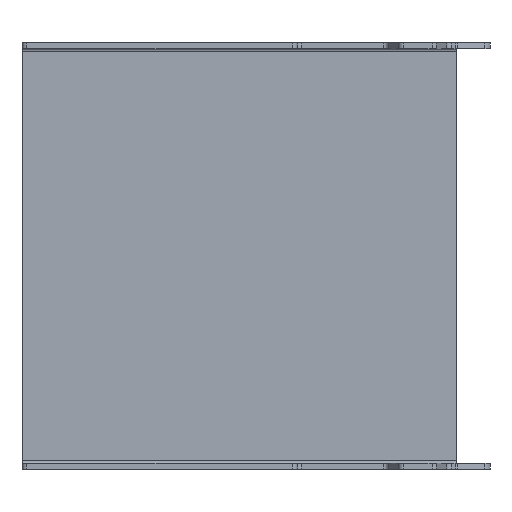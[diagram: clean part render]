
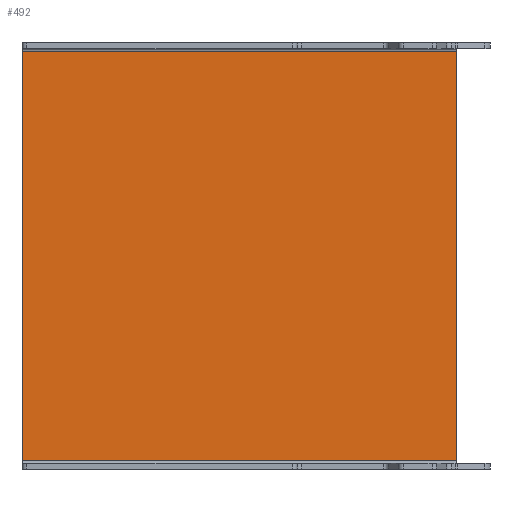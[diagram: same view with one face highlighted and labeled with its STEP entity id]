
A CAD part, front view. The second image highlights one B-rep face of the part: STEP entity #492.
In plain terms, the highlighted planar face has unit normal (0, -1, 0).
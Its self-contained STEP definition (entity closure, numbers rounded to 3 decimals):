
#27 = VERTEX_POINT ( 'NONE', #10946 ) ;
#59 = FACE_OUTER_BOUND ( 'NONE', #9327, .T. ) ;
#95 = VECTOR ( 'NONE', #2943, 1000. ) ;
#492 = ADVANCED_FACE ( 'NONE', ( #59 ), #8681, .F. ) ;
#543 = CARTESIAN_POINT ( 'NONE',  ( 450., -6., 212. ) ) ;
#709 = DIRECTION ( 'NONE',  ( 0., 0., 1. ) ) ;
#721 = ORIENTED_EDGE ( 'NONE', *, *, #8759, .F. ) ;
#2035 = VECTOR ( 'NONE', #8464, 1000. ) ;
#2100 = LINE ( 'NONE', #11094, #2035 ) ;
#2339 = CARTESIAN_POINT ( 'NONE',  ( 0., -6., -212. ) ) ;
#2607 = EDGE_CURVE ( 'NONE', #3352, #11200, #8514, .T. ) ;
#2700 = CARTESIAN_POINT ( 'NONE',  ( 450., -6., 212. ) ) ;
#2823 = ORIENTED_EDGE ( 'NONE', *, *, #2607, .F. ) ;
#2943 = DIRECTION ( 'NONE',  ( 0., 0., -1. ) ) ;
#3249 = VECTOR ( 'NONE', #8656, 1000. ) ;
#3352 = VERTEX_POINT ( 'NONE', #5874 ) ;
#3648 = EDGE_CURVE ( 'NONE', #27, #11200, #2100, .T. ) ;
#3741 = VERTEX_POINT ( 'NONE', #543 ) ;
#4242 = AXIS2_PLACEMENT_3D ( 'NONE', #6244, #9769, #709 ) ;
#4813 = CARTESIAN_POINT ( 'NONE',  ( 0., -6., -212. ) ) ;
#5874 = CARTESIAN_POINT ( 'NONE',  ( 450., -6., -212. ) ) ;
#6244 = CARTESIAN_POINT ( 'NONE',  ( 485., -6., 221. ) ) ;
#6555 = ORIENTED_EDGE ( 'NONE', *, *, #8533, .F. ) ;
#6630 = VECTOR ( 'NONE', #11093, 1000. ) ;
#7194 = LINE ( 'NONE', #7246, #95 ) ;
#7246 = CARTESIAN_POINT ( 'NONE',  ( 450., -6., -215. ) ) ;
#7382 = ORIENTED_EDGE ( 'NONE', *, *, #3648, .T. ) ;
#8464 = DIRECTION ( 'NONE',  ( 0., 0., -1. ) ) ;
#8514 = LINE ( 'NONE', #2339, #6630 ) ;
#8533 = EDGE_CURVE ( 'NONE', #27, #3741, #9744, .T. ) ;
#8656 = DIRECTION ( 'NONE',  ( 1., 0., 0. ) ) ;
#8681 = PLANE ( 'NONE',  #4242 ) ;
#8759 = EDGE_CURVE ( 'NONE', #3741, #3352, #7194, .T. ) ;
#9327 = EDGE_LOOP ( 'NONE', ( #2823, #721, #6555, #7382 ) ) ;
#9744 = LINE ( 'NONE', #2700, #3249 ) ;
#9769 = DIRECTION ( 'NONE',  ( 0., 1., 0. ) ) ;
#10946 = CARTESIAN_POINT ( 'NONE',  ( 0., -6., 212. ) ) ;
#11093 = DIRECTION ( 'NONE',  ( -1., 0., 0. ) ) ;
#11094 = CARTESIAN_POINT ( 'NONE',  ( 0., -6., 221. ) ) ;
#11200 = VERTEX_POINT ( 'NONE', #4813 ) ;
